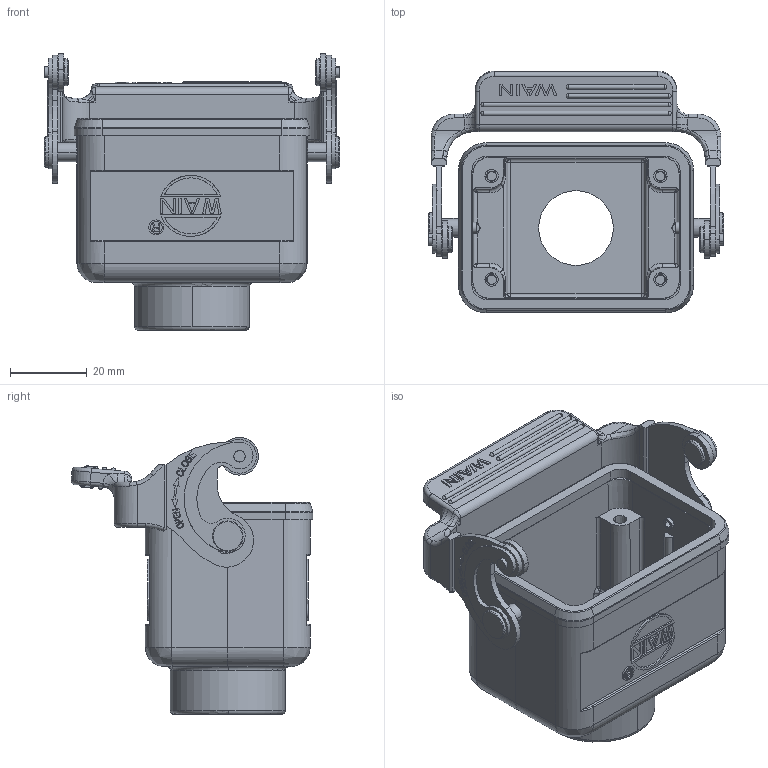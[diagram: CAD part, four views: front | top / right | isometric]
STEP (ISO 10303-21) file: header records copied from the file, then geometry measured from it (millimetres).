
FILE_DESCRIPTION(/* description */ (''),/* implementation_level */ '2;1');
FILE_NAME(/* name */ '3D_1110067211009_H6B-CCT-1L_SC-PG13.5_V1.0_stp.stp',/* time_stamp */ '2024-03-19T14:50:40+08:00',/* author */ (''),/* organization */ (''),/* preprocessor_version */ 'ST-DEVELOPER v18.1',/* originating_system */ 'SIEMENS PLM Software NX 1980',/* authorisation */ '');
FILE_SCHEMA (('AUTOMOTIVE_DESIGN { 1 0 10303 214 3 1 1 1 }'));
Length unit declared in the file: millimetre
Products named in the file (1): 3D_1110067211009_H6B-CCT-1L_SC-PG13.5_V1.0_stp
Bounding box: 77 x 63.06 x 72.25 mm (x, y, z)
Volume: 51027.6 mm3; surface area: 30892.5 mm2
Topology: 4 solids, 15 shells, 1242 faces, 3270 edges, 2138 vertices
Faces by surface type: plane 598, cylinder 424, cone 67, torus 55, extrusion 42, bspline 36, sphere 20
Entity records: 41660 total; most frequent: CARTESIAN_POINT 12687, ORIENTED_EDGE 6490, DIRECTION 5181, EDGE_CURVE 3245, VERTEX_POINT 2138, AXIS2_PLACEMENT_3D 1802, VECTOR 1577, LINE 1535
